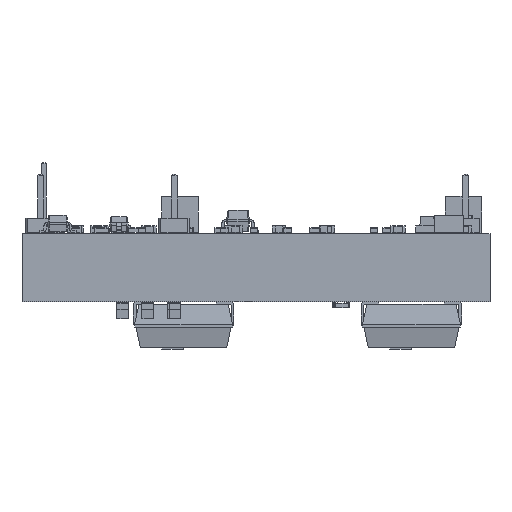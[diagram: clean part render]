
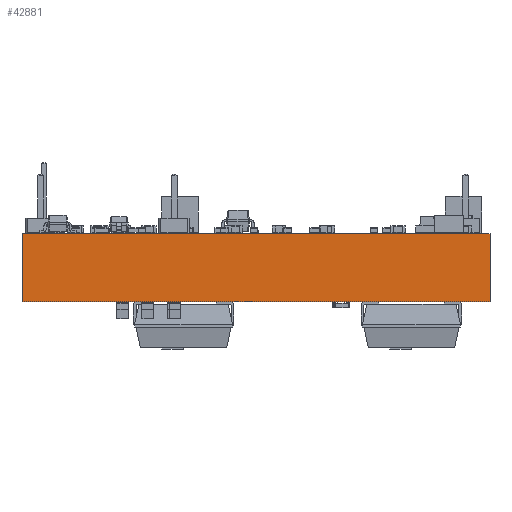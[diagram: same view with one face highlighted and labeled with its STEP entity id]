
A CAD part, front view. The second image highlights one B-rep face of the part: STEP entity #42881.
In plain terms, the highlighted planar face has unit normal (0, -1, 0).
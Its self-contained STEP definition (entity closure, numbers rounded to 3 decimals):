
#42881 = ADVANCED_FACE('',(#42882),#42896,.T.);
#42882 = FACE_BOUND('',#42883,.T.);
#42883 = EDGE_LOOP('',(#42884,#42919,#42947,#42975));
#42884 = ORIENTED_EDGE('',*,*,#42885,.T.);
#42885 = EDGE_CURVE('',#42886,#42888,#42890,.T.);
#42886 = VERTEX_POINT('',#42887);
#42887 = CARTESIAN_POINT('',(62.,-65.,0.));
#42888 = VERTEX_POINT('',#42889);
#42889 = CARTESIAN_POINT('',(62.,-65.,4.67));
#42890 = SURFACE_CURVE('',#42891,(#42895,#42907),.PCURVE_S1.);
#42891 = LINE('',#42892,#42893);
#42892 = CARTESIAN_POINT('',(62.,-65.,0.));
#42893 = VECTOR('',#42894,1.);
#42894 = DIRECTION('',(0.,0.,1.));
#42895 = PCURVE('',#42896,#42901);
#42896 = PLANE('',#42897);
#42897 = AXIS2_PLACEMENT_3D('',#42898,#42899,#42900);
#42898 = CARTESIAN_POINT('',(62.,-65.,0.));
#42899 = DIRECTION('',(0.,-1.,0.));
#42900 = DIRECTION('',(-1.,0.,0.));
#42901 = DEFINITIONAL_REPRESENTATION('',(#42902),#42906);
#42902 = LINE('',#42903,#42904);
#42903 = CARTESIAN_POINT('',(0.,-0.));
#42904 = VECTOR('',#42905,1.);
#42905 = DIRECTION('',(0.,-1.));
#42906 = ( GEOMETRIC_REPRESENTATION_CONTEXT(2) 
PARAMETRIC_REPRESENTATION_CONTEXT() REPRESENTATION_CONTEXT('2D SPACE',''
  ) );
#42907 = PCURVE('',#42908,#42913);
#42908 = PLANE('',#42909);
#42909 = AXIS2_PLACEMENT_3D('',#42910,#42911,#42912);
#42910 = CARTESIAN_POINT('',(62.,-20.,0.));
#42911 = DIRECTION('',(1.,0.,-0.));
#42912 = DIRECTION('',(0.,-1.,0.));
#42913 = DEFINITIONAL_REPRESENTATION('',(#42914),#42918);
#42914 = LINE('',#42915,#42916);
#42915 = CARTESIAN_POINT('',(45.,0.));
#42916 = VECTOR('',#42917,1.);
#42917 = DIRECTION('',(0.,-1.));
#42918 = ( GEOMETRIC_REPRESENTATION_CONTEXT(2) 
PARAMETRIC_REPRESENTATION_CONTEXT() REPRESENTATION_CONTEXT('2D SPACE',''
  ) );
#42919 = ORIENTED_EDGE('',*,*,#42920,.T.);
#42920 = EDGE_CURVE('',#42888,#42921,#42923,.T.);
#42921 = VERTEX_POINT('',#42922);
#42922 = CARTESIAN_POINT('',(30.,-65.,4.67));
#42923 = SURFACE_CURVE('',#42924,(#42928,#42935),.PCURVE_S1.);
#42924 = LINE('',#42925,#42926);
#42925 = CARTESIAN_POINT('',(62.,-65.,4.67));
#42926 = VECTOR('',#42927,1.);
#42927 = DIRECTION('',(-1.,0.,0.));
#42928 = PCURVE('',#42896,#42929);
#42929 = DEFINITIONAL_REPRESENTATION('',(#42930),#42934);
#42930 = LINE('',#42931,#42932);
#42931 = CARTESIAN_POINT('',(0.,-4.67));
#42932 = VECTOR('',#42933,1.);
#42933 = DIRECTION('',(1.,0.));
#42934 = ( GEOMETRIC_REPRESENTATION_CONTEXT(2) 
PARAMETRIC_REPRESENTATION_CONTEXT() REPRESENTATION_CONTEXT('2D SPACE',''
  ) );
#42935 = PCURVE('',#42936,#42941);
#42936 = PLANE('',#42937);
#42937 = AXIS2_PLACEMENT_3D('',#42938,#42939,#42940);
#42938 = CARTESIAN_POINT('',(46.,-42.5,4.67));
#42939 = DIRECTION('',(-0.,-0.,-1.));
#42940 = DIRECTION('',(-1.,0.,0.));
#42941 = DEFINITIONAL_REPRESENTATION('',(#42942),#42946);
#42942 = LINE('',#42943,#42944);
#42943 = CARTESIAN_POINT('',(-16.,-22.5));
#42944 = VECTOR('',#42945,1.);
#42945 = DIRECTION('',(1.,0.));
#42946 = ( GEOMETRIC_REPRESENTATION_CONTEXT(2) 
PARAMETRIC_REPRESENTATION_CONTEXT() REPRESENTATION_CONTEXT('2D SPACE',''
  ) );
#42947 = ORIENTED_EDGE('',*,*,#42948,.F.);
#42948 = EDGE_CURVE('',#42949,#42921,#42951,.T.);
#42949 = VERTEX_POINT('',#42950);
#42950 = CARTESIAN_POINT('',(30.,-65.,0.));
#42951 = SURFACE_CURVE('',#42952,(#42956,#42963),.PCURVE_S1.);
#42952 = LINE('',#42953,#42954);
#42953 = CARTESIAN_POINT('',(30.,-65.,0.));
#42954 = VECTOR('',#42955,1.);
#42955 = DIRECTION('',(0.,0.,1.));
#42956 = PCURVE('',#42896,#42957);
#42957 = DEFINITIONAL_REPRESENTATION('',(#42958),#42962);
#42958 = LINE('',#42959,#42960);
#42959 = CARTESIAN_POINT('',(32.,0.));
#42960 = VECTOR('',#42961,1.);
#42961 = DIRECTION('',(0.,-1.));
#42962 = ( GEOMETRIC_REPRESENTATION_CONTEXT(2) 
PARAMETRIC_REPRESENTATION_CONTEXT() REPRESENTATION_CONTEXT('2D SPACE',''
  ) );
#42963 = PCURVE('',#42964,#42969);
#42964 = PLANE('',#42965);
#42965 = AXIS2_PLACEMENT_3D('',#42966,#42967,#42968);
#42966 = CARTESIAN_POINT('',(30.,-65.,0.));
#42967 = DIRECTION('',(-1.,0.,0.));
#42968 = DIRECTION('',(0.,1.,0.));
#42969 = DEFINITIONAL_REPRESENTATION('',(#42970),#42974);
#42970 = LINE('',#42971,#42972);
#42971 = CARTESIAN_POINT('',(0.,0.));
#42972 = VECTOR('',#42973,1.);
#42973 = DIRECTION('',(0.,-1.));
#42974 = ( GEOMETRIC_REPRESENTATION_CONTEXT(2) 
PARAMETRIC_REPRESENTATION_CONTEXT() REPRESENTATION_CONTEXT('2D SPACE',''
  ) );
#42975 = ORIENTED_EDGE('',*,*,#42976,.F.);
#42976 = EDGE_CURVE('',#42886,#42949,#42977,.T.);
#42977 = SURFACE_CURVE('',#42978,(#42982,#42989),.PCURVE_S1.);
#42978 = LINE('',#42979,#42980);
#42979 = CARTESIAN_POINT('',(62.,-65.,0.));
#42980 = VECTOR('',#42981,1.);
#42981 = DIRECTION('',(-1.,0.,0.));
#42982 = PCURVE('',#42896,#42983);
#42983 = DEFINITIONAL_REPRESENTATION('',(#42984),#42988);
#42984 = LINE('',#42985,#42986);
#42985 = CARTESIAN_POINT('',(0.,-0.));
#42986 = VECTOR('',#42987,1.);
#42987 = DIRECTION('',(1.,0.));
#42988 = ( GEOMETRIC_REPRESENTATION_CONTEXT(2) 
PARAMETRIC_REPRESENTATION_CONTEXT() REPRESENTATION_CONTEXT('2D SPACE',''
  ) );
#42989 = PCURVE('',#42990,#42995);
#42990 = PLANE('',#42991);
#42991 = AXIS2_PLACEMENT_3D('',#42992,#42993,#42994);
#42992 = CARTESIAN_POINT('',(46.,-42.5,0.));
#42993 = DIRECTION('',(-0.,-0.,-1.));
#42994 = DIRECTION('',(-1.,0.,0.));
#42995 = DEFINITIONAL_REPRESENTATION('',(#42996),#43000);
#42996 = LINE('',#42997,#42998);
#42997 = CARTESIAN_POINT('',(-16.,-22.5));
#42998 = VECTOR('',#42999,1.);
#42999 = DIRECTION('',(1.,0.));
#43000 = ( GEOMETRIC_REPRESENTATION_CONTEXT(2) 
PARAMETRIC_REPRESENTATION_CONTEXT() REPRESENTATION_CONTEXT('2D SPACE',''
  ) );
